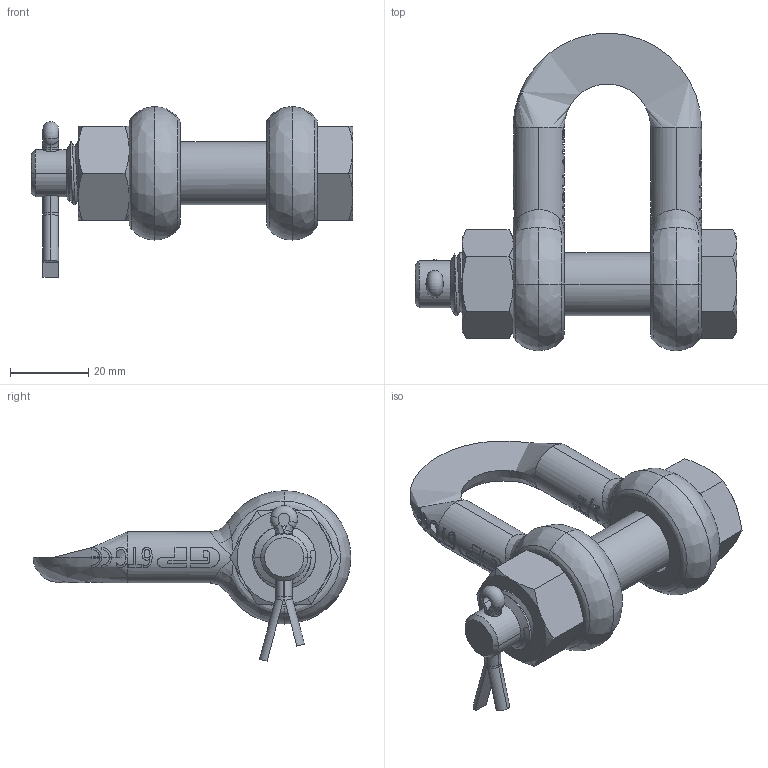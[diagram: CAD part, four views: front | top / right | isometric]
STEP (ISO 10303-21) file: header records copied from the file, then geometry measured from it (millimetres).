
FILE_DESCRIPTION(('STEP AP214'),'1');
FILE_NAME('gpgdmb13.stp','2017-03-31T06:08:23',('TraceParts'),('TraceParts S.A.'),'Spatial InterOp 3D',' ',' ');
FILE_SCHEMA(('automotive_design'));
Length unit declared in the file: millimetre
Products named in the file (4): gpgdmb13_1; gpgdmb13_2; gpgdmb13_3; gpgdmb13_4
Bounding box: 82 x 81 x 43.49 mm (x, y, z)
Volume: 50943.2 mm3; surface area: 19233.5 mm2
Topology: 4 solids, 4 shells, 589 faces, 1623 edges, 1057 vertices
Faces by surface type: bspline 227, plane 225, cylinder 104, cone 28, torus 5
Entity records: 30896 total; most frequent: CARTESIAN_POINT 17751, ORIENTED_EDGE 3216, DIRECTION 1938, EDGE_CURVE 1608, VERTEX_POINT 1057, LINE 686, VECTOR 686, EDGE_LOOP 627
